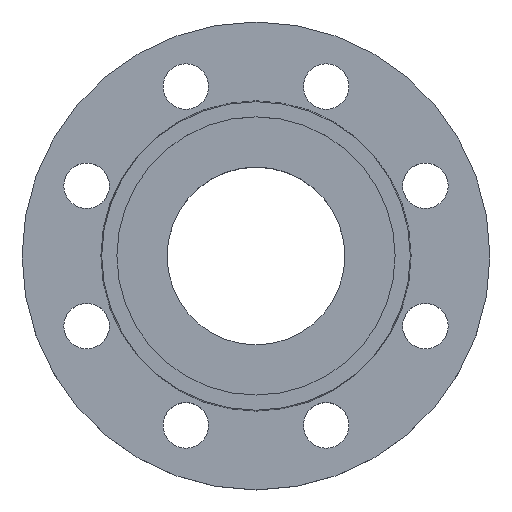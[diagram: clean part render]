
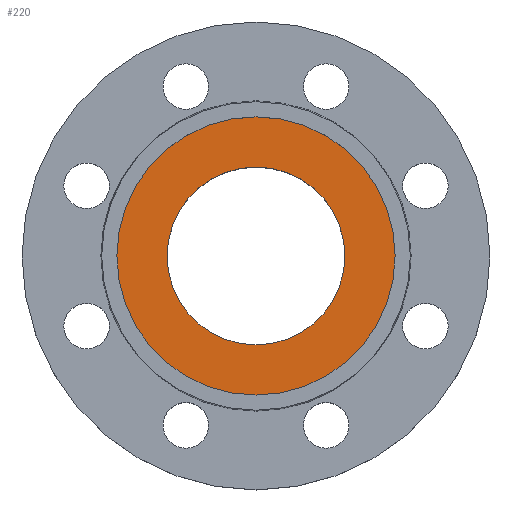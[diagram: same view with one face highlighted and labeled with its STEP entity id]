
A CAD part, top view. The second image highlights one B-rep face of the part: STEP entity #220.
In plain terms, the highlighted planar face has unit normal (0, 0, 1).
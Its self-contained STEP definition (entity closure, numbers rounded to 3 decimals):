
#35 = AXIS2_PLACEMENT_3D ( 'NONE', #655, #681, #659 ) ;
#58 = AXIS2_PLACEMENT_3D ( 'NONE', #649, #654, #643 ) ;
#159 = CIRCLE ( 'NONE', #336, 55. ) ;
#160 = CIRCLE ( 'NONE', #769, 55. ) ;
#181 = DIRECTION ( 'NONE',  ( 1., 0., 0. ) ) ;
#182 = DIRECTION ( 'NONE',  ( 0., 0., -1. ) ) ;
#183 = CARTESIAN_POINT ( 'NONE',  ( 0., 0., -4. ) ) ;
#209 = EDGE_CURVE ( 'NONE', #883, #891, #690, .T. ) ;
#220 = ADVANCED_FACE ( 'NONE', ( #1003, #621 ), #626, .T. ) ;
#334 = AXIS2_PLACEMENT_3D ( 'NONE', #183, #182, #181 ) ;
#336 = AXIS2_PLACEMENT_3D ( 'NONE', #472, #471, #470 ) ;
#349 = CIRCLE ( 'NONE', #334, 35.15 ) ;
#360 = CARTESIAN_POINT ( 'NONE',  ( -35.15, 0., -4. ) ) ;
#365 = CARTESIAN_POINT ( 'NONE',  ( -55., 0., -4. ) ) ;
#367 = CARTESIAN_POINT ( 'NONE',  ( 35.15, 0., -4. ) ) ;
#372 = CARTESIAN_POINT ( 'NONE',  ( 55., 0., -4. ) ) ;
#410 = DIRECTION ( 'NONE',  ( -1., 0., 0. ) ) ;
#411 = DIRECTION ( 'NONE',  ( 0., 0., -1. ) ) ;
#412 = CARTESIAN_POINT ( 'NONE',  ( 0., 0., -4. ) ) ;
#470 = DIRECTION ( 'NONE',  ( -1., 0., 0. ) ) ;
#471 = DIRECTION ( 'NONE',  ( 0., 0., -1. ) ) ;
#472 = CARTESIAN_POINT ( 'NONE',  ( 0., 0., -4. ) ) ;
#621 = FACE_OUTER_BOUND ( 'NONE', #1034, .T. ) ;
#626 = PLANE ( 'NONE',  #58 ) ;
#643 = DIRECTION ( 'NONE',  ( 1., 0., 0. ) ) ;
#649 = CARTESIAN_POINT ( 'NONE',  ( 55., 0., -4. ) ) ;
#654 = DIRECTION ( 'NONE',  ( 0., 0., 1. ) ) ;
#655 = CARTESIAN_POINT ( 'NONE',  ( 0., 0., -4. ) ) ;
#659 = DIRECTION ( 'NONE',  ( 1., 0., 0. ) ) ;
#681 = DIRECTION ( 'NONE',  ( 0., 0., -1. ) ) ;
#690 = CIRCLE ( 'NONE', #35, 35.15 ) ;
#750 = EDGE_CURVE ( 'NONE', #886, #879, #159, .T. ) ;
#769 = AXIS2_PLACEMENT_3D ( 'NONE', #412, #411, #410 ) ;
#802 = EDGE_LOOP ( 'NONE', ( #1172, #1173 ) ) ;
#836 = EDGE_CURVE ( 'NONE', #879, #886, #160, .T. ) ;
#879 = VERTEX_POINT ( 'NONE', #372 ) ;
#883 = VERTEX_POINT ( 'NONE', #367 ) ;
#886 = VERTEX_POINT ( 'NONE', #365 ) ;
#891 = VERTEX_POINT ( 'NONE', #360 ) ;
#988 = EDGE_CURVE ( 'NONE', #891, #883, #349, .T. ) ;
#1003 = FACE_BOUND ( 'NONE', #802, .T. ) ;
#1034 = EDGE_LOOP ( 'NONE', ( #1174, #1175 ) ) ;
#1172 = ORIENTED_EDGE ( 'NONE', *, *, #988, .T. ) ;
#1173 = ORIENTED_EDGE ( 'NONE', *, *, #209, .T. ) ;
#1174 = ORIENTED_EDGE ( 'NONE', *, *, #750, .F. ) ;
#1175 = ORIENTED_EDGE ( 'NONE', *, *, #836, .F. ) ;
